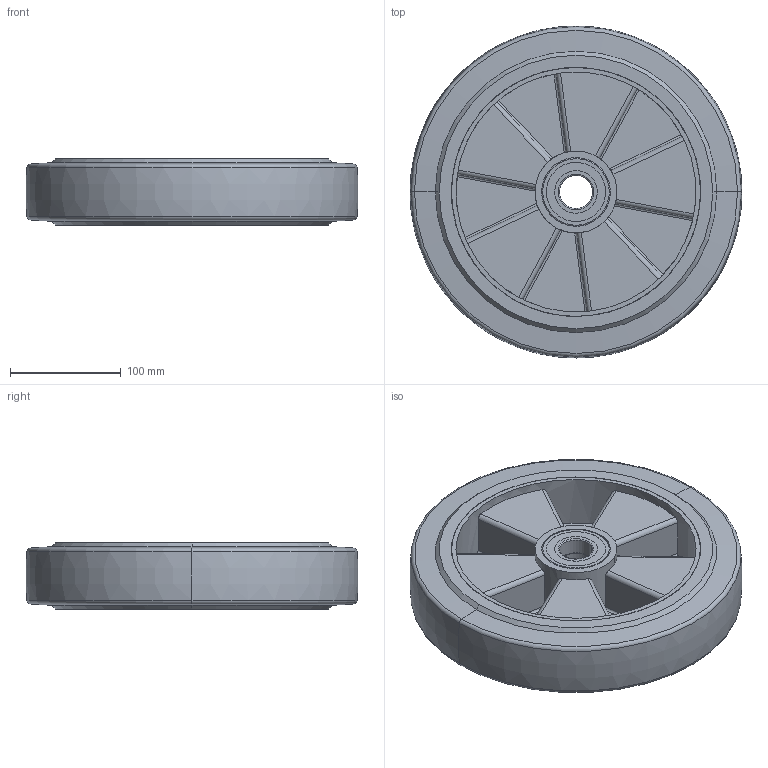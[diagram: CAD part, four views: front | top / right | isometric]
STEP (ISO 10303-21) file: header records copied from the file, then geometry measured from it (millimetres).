
FILE_DESCRIPTION (( 'STEP AP214' ), '1' );
FILE_NAME ('0029634.step', '2020-12-22T09:01:52', ( '' ), ( '' ), 'SwSTEP 2.0', 'SolidWorks 2018', '' );
FILE_SCHEMA (( 'AUTOMOTIVE_DESIGN' ));
Length unit declared in the file: millimetre
Products named in the file (1): 0029634
Bounding box: 299.82 x 299.82 x 60.1 mm (x, y, z)
Volume: 2228015.4 mm3; surface area: 429798 mm2
Topology: 13 solids, 13 shells, 242 faces, 568 edges, 360 vertices
Faces by surface type: cylinder 118, plane 74, torus 42, cone 8
Entity records: 10892 total; most frequent: CARTESIAN_POINT 2381, DIRECTION 1256, ORIENTED_EDGE 1136, EDGE_CURVE 568, AXIS2_PLACEMENT_3D 525, VERTEX_POINT 360, CIRCLE 282, EDGE_LOOP 276
